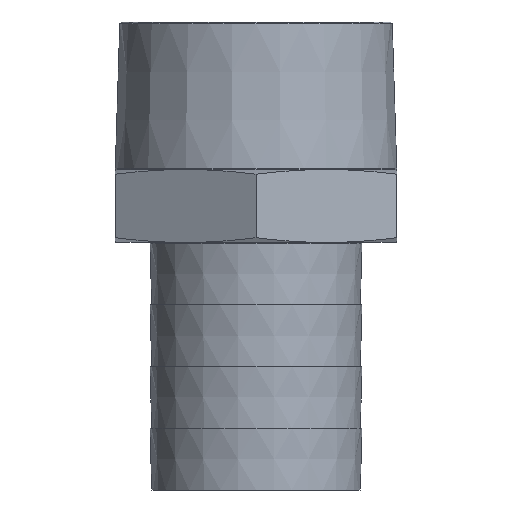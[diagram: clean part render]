
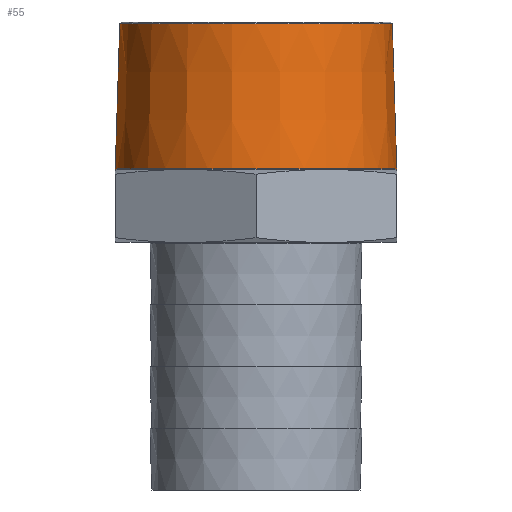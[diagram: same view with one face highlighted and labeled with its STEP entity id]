
A CAD part, front view. The second image highlights one B-rep face of the part: STEP entity #55.
In plain terms, the highlighted conical face has half-angle 1.78 degrees and reference radius 20.399 mm.
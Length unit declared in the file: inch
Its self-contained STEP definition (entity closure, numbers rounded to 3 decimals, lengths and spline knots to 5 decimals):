
#44 = ORIENTED_EDGE ( 'NONE', *, *, #666, .T. ) ;
#55 = ADVANCED_FACE ( 'NONE', ( #833 ), #934, .T. ) ;
#75 = DIRECTION ( 'NONE',  ( -1., 0., 0. ) ) ;
#94 = DIRECTION ( 'NONE',  ( 0.031, 0., -1. ) ) ;
#98 = VERTEX_POINT ( 'NONE', #646 ) ;
#122 = EDGE_CURVE ( 'NONE', #98, #791, #1391, .T. ) ;
#131 = CARTESIAN_POINT ( 'NONE',  ( 0., 0., 1.895 ) ) ;
#138 = CARTESIAN_POINT ( 'NONE',  ( -0.80343, 0., 2.75 ) ) ;
#452 = CIRCLE ( 'NONE', #1223, 0.80343 ) ;
#498 = LINE ( 'NONE', #808, #683 ) ;
#508 = AXIS2_PLACEMENT_3D ( 'NONE', #1289, #1149, #75 ) ;
#539 = CARTESIAN_POINT ( 'NONE',  ( -0.83, 0., 1.895 ) ) ;
#547 = DIRECTION ( 'NONE',  ( 0., 0., -1. ) ) ;
#646 = CARTESIAN_POINT ( 'NONE',  ( 0.80343, 0., 2.75 ) ) ;
#666 = EDGE_CURVE ( 'NONE', #853, #1118, #498, .T. ) ;
#683 = VECTOR ( 'NONE', #1372, 39.37008 ) ;
#761 = EDGE_CURVE ( 'NONE', #1118, #791, #1109, .T. ) ;
#791 = VERTEX_POINT ( 'NONE', #1196 ) ;
#808 = CARTESIAN_POINT ( 'NONE',  ( -0.80312, 0., 2.76 ) ) ;
#833 = FACE_OUTER_BOUND ( 'NONE', #1318, .T. ) ;
#853 = VERTEX_POINT ( 'NONE', #138 ) ;
#875 = DIRECTION ( 'NONE',  ( 0., 0., 1. ) ) ;
#904 = ORIENTED_EDGE ( 'NONE', *, *, #122, .F. ) ;
#934 = CONICAL_SURFACE ( 'NONE', #508, 0.80312, 0.031 ) ;
#964 = ORIENTED_EDGE ( 'NONE', *, *, #761, .T. ) ;
#1026 = VECTOR ( 'NONE', #94, 39.37008 ) ;
#1047 = ORIENTED_EDGE ( 'NONE', *, *, #1166, .T. ) ;
#1055 = CARTESIAN_POINT ( 'NONE',  ( 0.80312, 0., 2.76 ) ) ;
#1109 = CIRCLE ( 'NONE', #1200, 0.83 ) ;
#1118 = VERTEX_POINT ( 'NONE', #539 ) ;
#1149 = DIRECTION ( 'NONE',  ( 0., 0., -1. ) ) ;
#1166 = EDGE_CURVE ( 'NONE', #98, #853, #452, .T. ) ;
#1196 = CARTESIAN_POINT ( 'NONE',  ( 0.83, 0., 1.895 ) ) ;
#1200 = AXIS2_PLACEMENT_3D ( 'NONE', #131, #875, #1317 ) ;
#1205 = DIRECTION ( 'NONE',  ( 1., 0., 0. ) ) ;
#1223 = AXIS2_PLACEMENT_3D ( 'NONE', #1399, #547, #1205 ) ;
#1289 = CARTESIAN_POINT ( 'NONE',  ( 0., 0., 2.76 ) ) ;
#1317 = DIRECTION ( 'NONE',  ( 1., 0., 0. ) ) ;
#1318 = EDGE_LOOP ( 'NONE', ( #904, #1047, #44, #964 ) ) ;
#1372 = DIRECTION ( 'NONE',  ( -0.031, 0., -1. ) ) ;
#1391 = LINE ( 'NONE', #1055, #1026 ) ;
#1399 = CARTESIAN_POINT ( 'NONE',  ( 0., 0., 2.75 ) ) ;
